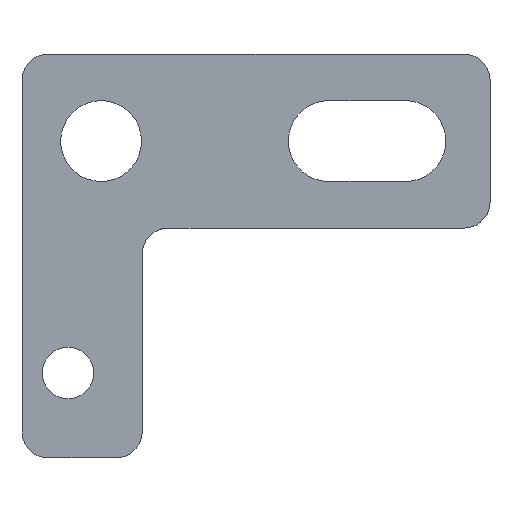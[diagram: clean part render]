
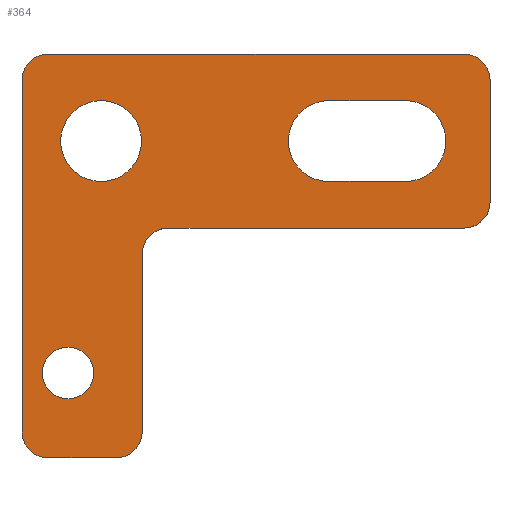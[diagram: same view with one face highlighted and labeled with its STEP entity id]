
A CAD part, top view. The second image highlights one B-rep face of the part: STEP entity #364.
In plain terms, the highlighted planar face has unit normal (0, 0, 1).
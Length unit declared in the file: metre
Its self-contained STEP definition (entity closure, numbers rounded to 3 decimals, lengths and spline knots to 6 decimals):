
#22=LINE('',#557,#54);
#23=LINE('',#562,#55);
#24=LINE('',#566,#56);
#25=LINE('',#570,#57);
#26=LINE('',#574,#58);
#27=LINE('',#578,#59);
#28=LINE('',#584,#60);
#29=LINE('',#588,#61);
#54=VECTOR('',#445,1.);
#55=VECTOR('',#448,1.);
#56=VECTOR('',#451,1.);
#57=VECTOR('',#454,1.);
#58=VECTOR('',#457,1.);
#59=VECTOR('',#460,1.);
#60=VECTOR('',#465,1.);
#61=VECTOR('',#468,1.);
#86=ORIENTED_EDGE('',*,*,#190,.F.);
#87=ORIENTED_EDGE('',*,*,#191,.F.);
#88=ORIENTED_EDGE('',*,*,#192,.F.);
#89=ORIENTED_EDGE('',*,*,#193,.T.);
#90=ORIENTED_EDGE('',*,*,#194,.T.);
#91=ORIENTED_EDGE('',*,*,#195,.T.);
#92=ORIENTED_EDGE('',*,*,#196,.T.);
#93=ORIENTED_EDGE('',*,*,#197,.T.);
#94=ORIENTED_EDGE('',*,*,#198,.F.);
#95=ORIENTED_EDGE('',*,*,#199,.T.);
#96=ORIENTED_EDGE('',*,*,#200,.F.);
#97=ORIENTED_EDGE('',*,*,#201,.T.);
#98=ORIENTED_EDGE('',*,*,#202,.T.);
#99=ORIENTED_EDGE('',*,*,#203,.F.);
#100=ORIENTED_EDGE('',*,*,#204,.F.);
#101=ORIENTED_EDGE('',*,*,#205,.T.);
#102=ORIENTED_EDGE('',*,*,#206,.F.);
#103=ORIENTED_EDGE('',*,*,#207,.T.);
#190=EDGE_CURVE('',#242,#242,#278,.T.);
#191=EDGE_CURVE('',#243,#243,#279,.T.);
#192=EDGE_CURVE('',#244,#245,#22,.T.);
#193=EDGE_CURVE('',#244,#246,#280,.T.);
#194=EDGE_CURVE('',#246,#247,#23,.T.);
#195=EDGE_CURVE('',#247,#248,#281,.T.);
#196=EDGE_CURVE('',#248,#249,#24,.T.);
#197=EDGE_CURVE('',#249,#250,#282,.T.);
#198=EDGE_CURVE('',#251,#250,#25,.T.);
#199=EDGE_CURVE('',#251,#252,#283,.T.);
#200=EDGE_CURVE('',#253,#252,#26,.T.);
#201=EDGE_CURVE('',#253,#254,#284,.T.);
#202=EDGE_CURVE('',#254,#255,#27,.T.);
#203=EDGE_CURVE('',#245,#255,#285,.T.);
#204=EDGE_CURVE('',#256,#257,#286,.T.);
#205=EDGE_CURVE('',#256,#258,#28,.T.);
#206=EDGE_CURVE('',#259,#258,#287,.T.);
#207=EDGE_CURVE('',#259,#257,#29,.T.);
#242=VERTEX_POINT('',#554);
#243=VERTEX_POINT('',#556);
#244=VERTEX_POINT('',#558);
#245=VERTEX_POINT('',#559);
#246=VERTEX_POINT('',#561);
#247=VERTEX_POINT('',#563);
#248=VERTEX_POINT('',#565);
#249=VERTEX_POINT('',#567);
#250=VERTEX_POINT('',#569);
#251=VERTEX_POINT('',#571);
#252=VERTEX_POINT('',#573);
#253=VERTEX_POINT('',#575);
#254=VERTEX_POINT('',#577);
#255=VERTEX_POINT('',#579);
#256=VERTEX_POINT('',#582);
#257=VERTEX_POINT('',#583);
#258=VERTEX_POINT('',#585);
#259=VERTEX_POINT('',#587);
#278=CIRCLE('',#398,0.004961);
#279=CIRCLE('',#399,0.003175);
#280=CIRCLE('',#400,0.003175);
#281=CIRCLE('',#401,0.003175);
#282=CIRCLE('',#402,0.003175);
#283=CIRCLE('',#403,0.003175);
#284=CIRCLE('',#404,0.003175);
#285=CIRCLE('',#405,0.003175);
#286=CIRCLE('',#406,0.004961);
#287=CIRCLE('',#407,0.004961);
#298=EDGE_LOOP('',(#86));
#299=EDGE_LOOP('',(#87));
#300=EDGE_LOOP('',(#88,#89,#90,#91,#92,#93,#94,#95,#96,#97,#98,#99));
#301=EDGE_LOOP('',(#100,#101,#102,#103));
#326=FACE_BOUND('',#298,.T.);
#327=FACE_BOUND('',#299,.T.);
#328=FACE_BOUND('',#300,.T.);
#329=FACE_BOUND('',#301,.T.);
#354=PLANE('',#397);
#364=ADVANCED_FACE('',(#326,#327,#328,#329),#354,.T.);
#397=AXIS2_PLACEMENT_3D('',#552,#439,#440);
#398=AXIS2_PLACEMENT_3D('',#553,#441,#442);
#399=AXIS2_PLACEMENT_3D('',#555,#443,#444);
#400=AXIS2_PLACEMENT_3D('',#560,#446,#447);
#401=AXIS2_PLACEMENT_3D('',#564,#449,#450);
#402=AXIS2_PLACEMENT_3D('',#568,#452,#453);
#403=AXIS2_PLACEMENT_3D('',#572,#455,#456);
#404=AXIS2_PLACEMENT_3D('',#576,#458,#459);
#405=AXIS2_PLACEMENT_3D('',#580,#461,#462);
#406=AXIS2_PLACEMENT_3D('',#581,#463,#464);
#407=AXIS2_PLACEMENT_3D('',#586,#466,#467);
#439=DIRECTION('',(0.,0.,1.));
#440=DIRECTION('',(1.,0.,0.));
#441=DIRECTION('',(0.,0.,1.));
#442=DIRECTION('',(1.,0.,0.));
#443=DIRECTION('',(0.,0.,1.));
#444=DIRECTION('',(1.,0.,0.));
#445=DIRECTION('',(-1.,0.,0.));
#446=DIRECTION('',(0.,0.,1.));
#447=DIRECTION('',(1.,0.,0.));
#448=DIRECTION('',(0.,1.,0.));
#449=DIRECTION('',(0.,0.,1.));
#450=DIRECTION('',(1.,0.,0.));
#451=DIRECTION('',(-1.,0.,0.));
#452=DIRECTION('',(0.,0.,1.));
#453=DIRECTION('',(1.,0.,0.));
#454=DIRECTION('',(0.,1.,0.));
#455=DIRECTION('',(0.,0.,1.));
#456=DIRECTION('',(1.,0.,0.));
#457=DIRECTION('',(-1.,0.,0.));
#458=DIRECTION('',(0.,0.,1.));
#459=DIRECTION('',(1.,0.,0.));
#460=DIRECTION('',(0.,1.,0.));
#461=DIRECTION('',(0.,0.,1.));
#462=DIRECTION('',(1.,0.,0.));
#463=DIRECTION('',(0.,0.,1.));
#464=DIRECTION('',(1.,0.,0.));
#465=DIRECTION('',(1.,0.,0.));
#466=DIRECTION('',(0.,0.,1.));
#467=DIRECTION('',(1.,0.,0.));
#468=DIRECTION('',(-1.,0.,0.));
#552=CARTESIAN_POINT('',(0.,0.,0.003175));
#553=CARTESIAN_POINT('',(-0.019007,0.014097,0.003175));
#554=CARTESIAN_POINT('',(-0.014046,0.014097,0.003175));
#555=CARTESIAN_POINT('',(-0.023071,-0.014351,0.003175));
#556=CARTESIAN_POINT('',(-0.019896,-0.014351,0.003175));
#557=CARTESIAN_POINT('',(0.007366,0.003429,0.003175));
#558=CARTESIAN_POINT('',(0.025527,0.003429,0.003175));
#559=CARTESIAN_POINT('',(-0.010795,0.003429,0.003175));
#560=CARTESIAN_POINT('',(0.025527,0.006604,0.003175));
#561=CARTESIAN_POINT('',(0.028702,0.006604,0.003175));
#562=CARTESIAN_POINT('',(0.028702,0.014097,0.003175));
#563=CARTESIAN_POINT('',(0.028702,0.02159,0.003175));
#564=CARTESIAN_POINT('',(0.025527,0.02159,0.003175));
#565=CARTESIAN_POINT('',(0.025527,0.024765,0.003175));
#566=CARTESIAN_POINT('',(0.,0.024765,0.003175));
#567=CARTESIAN_POINT('',(-0.025527,0.024765,0.003175));
#568=CARTESIAN_POINT('',(-0.025527,0.02159,0.003175));
#569=CARTESIAN_POINT('',(-0.028702,0.02159,0.003175));
#570=CARTESIAN_POINT('',(-0.028702,0.,0.003175));
#571=CARTESIAN_POINT('',(-0.028702,-0.02159,0.003175));
#572=CARTESIAN_POINT('',(-0.025527,-0.02159,0.003175));
#573=CARTESIAN_POINT('',(-0.025527,-0.024765,0.003175));
#574=CARTESIAN_POINT('',(-0.021336,-0.024765,0.003175));
#575=CARTESIAN_POINT('',(-0.017145,-0.024765,0.003175));
#576=CARTESIAN_POINT('',(-0.017145,-0.02159,0.003175));
#577=CARTESIAN_POINT('',(-0.01397,-0.02159,0.003175));
#578=CARTESIAN_POINT('',(-0.01397,-0.010668,0.003175));
#579=CARTESIAN_POINT('',(-0.01397,0.000254,0.003175));
#580=CARTESIAN_POINT('',(-0.010795,0.000254,0.003175));
#581=CARTESIAN_POINT('',(0.008933,0.014097,0.003175));
#582=CARTESIAN_POINT('',(0.008933,0.019058,0.003175));
#583=CARTESIAN_POINT('',(0.008933,0.009136,0.003175));
#584=CARTESIAN_POINT('',(0.013632,0.019058,0.003175));
#585=CARTESIAN_POINT('',(0.018331,0.019058,0.003175));
#586=CARTESIAN_POINT('',(0.018331,0.014097,0.003175));
#587=CARTESIAN_POINT('',(0.018331,0.009136,0.003175));
#588=CARTESIAN_POINT('',(0.013632,0.009136,0.003175));
